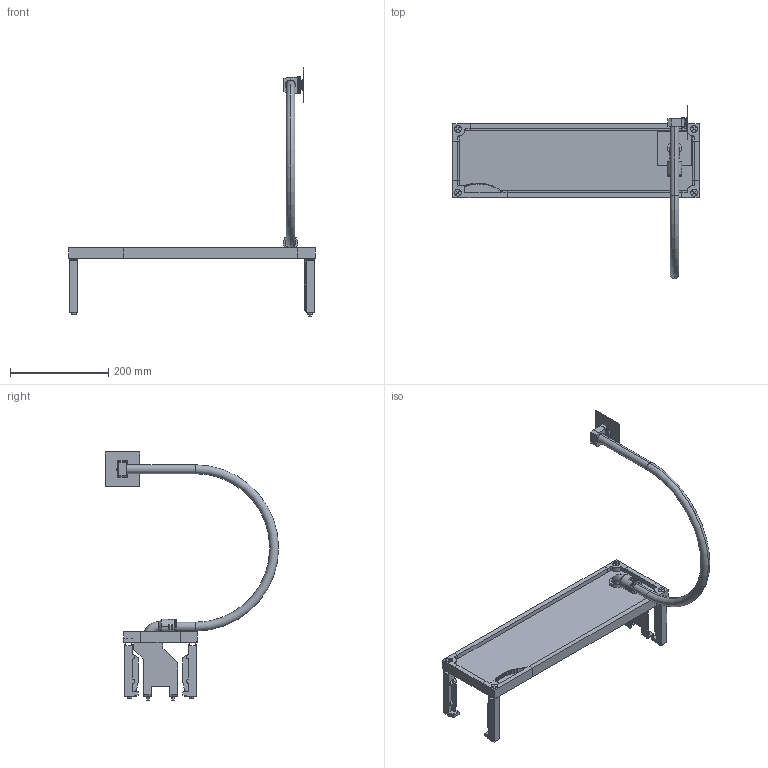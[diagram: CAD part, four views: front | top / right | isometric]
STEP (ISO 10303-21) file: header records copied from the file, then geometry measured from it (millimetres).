
FILE_DESCRIPTION(('STEP AP214'),'1');
FILE_NAME('cctmp_6EBB8C52-7EF3-4507-B575-ABBF1397D58B_2023_07_22_14_12_40_0281..stp','2023-07-22T12:12:41',('SIEMENS A&D'),('CADClick - www.CADClick.com'),'Spatial InterOp 3D postprocessed',' ','unknown authorization');
FILE_SCHEMA(('AUTOMOTIVE_DESIGN'));
Length unit declared in the file: millimetre
Products named in the file (24): cc_unnamed; 2023_07_22_14_12_40_0238; 2023_07_22_14_12_40_0234; 2023_07_22_14_12_40_0230; 2023_07_22_14_12_40_0226; 2023_07_22_14_12_40_0222; 2023_07_22_14_12_40_0218; 2023_07_22_14_12_40_0214; 2023_07_22_14_12_40_0210; 2023_07_22_14_12_40_0206; 2023_07_22_14_12_40_0202; 2023_07_22_14_12_40_0198; 2023_07_22_14_12_40_0194; 2023_07_22_14_12_40_0190; 2023_07_22_14_12_40_0186; 2023_07_22_14_12_40_0182; 2023_07_22_14_12_40_0178; 2023_07_22_14_12_40_0175; 2023_07_22_14_12_40_0170; 2023_07_22_14_12_40_0166; 2023_07_22_14_12_40_0162; 2023_07_22_14_12_40_0158; 2023_07_22_14_12_40_0155; 2023_07_22_14_12_40_0150
Assembly tree (23 placements, depth 2):
  cc_unnamed
    2023_07_22_14_12_40_0238
    2023_07_22_14_12_40_0234
    2023_07_22_14_12_40_0230
    2023_07_22_14_12_40_0226
    2023_07_22_14_12_40_0222
    2023_07_22_14_12_40_0218
    2023_07_22_14_12_40_0214
    2023_07_22_14_12_40_0210
    2023_07_22_14_12_40_0206
    2023_07_22_14_12_40_0202
    2023_07_22_14_12_40_0198
    2023_07_22_14_12_40_0194
    2023_07_22_14_12_40_0190
    2023_07_22_14_12_40_0186
    2023_07_22_14_12_40_0182
    2023_07_22_14_12_40_0178
    2023_07_22_14_12_40_0175
    2023_07_22_14_12_40_0170
    2023_07_22_14_12_40_0166
    2023_07_22_14_12_40_0162
    2023_07_22_14_12_40_0158
    2023_07_22_14_12_40_0155
    2023_07_22_14_12_40_0150
Bounding box: 500 x 351.9 x 504 mm (x, y, z)
Volume: 708935.9 mm3; surface area: 430941.6 mm2
Topology: 23 solids, 23 shells, 909 faces, 2419 edges, 1586 vertices
Faces by surface type: plane 643, cylinder 218, torus 30, cone 14, sphere 4
Entity records: 31795 total; most frequent: CARTESIAN_POINT 5235, ORIENTED_EDGE 4838, DIRECTION 4835, EDGE_CURVE 2419, LINE 1811, VECTOR 1811, VERTEX_POINT 1598, AXIS2_PLACEMENT_3D 1512
